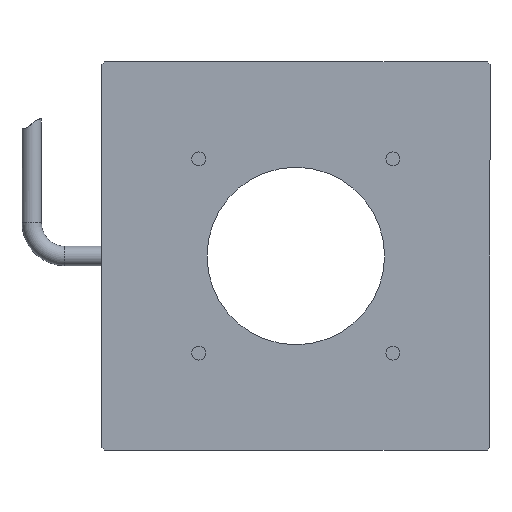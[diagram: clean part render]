
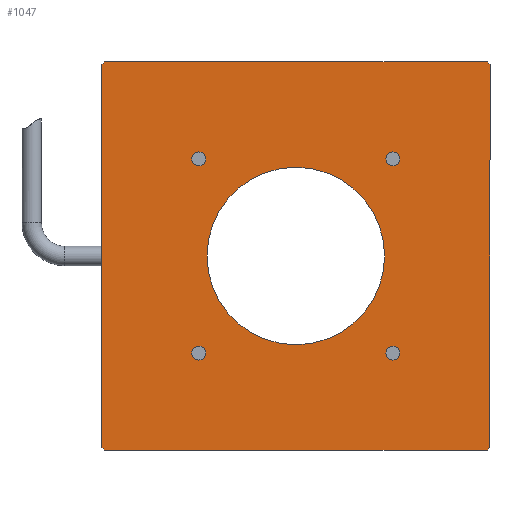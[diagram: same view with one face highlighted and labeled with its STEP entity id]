
A CAD part, front view. The second image highlights one B-rep face of the part: STEP entity #1047.
In plain terms, the highlighted planar face has unit normal (0, -1, 0).
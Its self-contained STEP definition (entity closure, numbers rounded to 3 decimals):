
#4 = VERTEX_POINT ( 'NONE', #88 ) ;
#12 = EDGE_LOOP ( 'NONE', ( #410 ) ) ;
#18 = EDGE_LOOP ( 'NONE', ( #363, #308, #317, #307, #311, #394, #350, #463 ) ) ;
#33 = VERTEX_POINT ( 'NONE', #675 ) ;
#56 = VERTEX_POINT ( 'NONE', #2367 ) ;
#62 = VERTEX_POINT ( 'NONE', #2562 ) ;
#67 = VERTEX_POINT ( 'NONE', #2539 ) ;
#70 = VERTEX_POINT ( 'NONE', #2550 ) ;
#88 = CARTESIAN_POINT ( 'NONE',  ( -35., 0., -34.5 ) ) ;
#119 = EDGE_LOOP ( 'NONE', ( #380 ) ) ;
#122 = VERTEX_POINT ( 'NONE', #2685 ) ;
#236 = EDGE_LOOP ( 'NONE', ( #381 ) ) ;
#238 = VERTEX_POINT ( 'NONE', #2878 ) ;
#307 = ORIENTED_EDGE ( 'NONE', *, *, #3464, .T. ) ;
#308 = ORIENTED_EDGE ( 'NONE', *, *, #3355, .T. ) ;
#311 = ORIENTED_EDGE ( 'NONE', *, *, #3413, .F. ) ;
#317 = ORIENTED_EDGE ( 'NONE', *, *, #3411, .F. ) ;
#350 = ORIENTED_EDGE ( 'NONE', *, *, #3421, .F. ) ;
#363 = ORIENTED_EDGE ( 'NONE', *, *, #3404, .F. ) ;
#380 = ORIENTED_EDGE ( 'NONE', *, *, #3323, .F. ) ;
#381 = ORIENTED_EDGE ( 'NONE', *, *, #3485, .F. ) ;
#394 = ORIENTED_EDGE ( 'NONE', *, *, #3374, .T. ) ;
#410 = ORIENTED_EDGE ( 'NONE', *, *, #971, .F. ) ;
#445 = ORIENTED_EDGE ( 'NONE', *, *, #3478, .F. ) ;
#463 = ORIENTED_EDGE ( 'NONE', *, *, #3310, .T. ) ;
#474 = DIRECTION ( 'NONE',  ( 0., 0., 1. ) ) ;
#492 = CIRCLE ( 'NONE', #606, 1.25 ) ;
#509 = AXIS2_PLACEMENT_3D ( 'NONE', #3533, #3517, #474 ) ;
#516 = VECTOR ( 'NONE', #2927, 1000. ) ;
#562 = VECTOR ( 'NONE', #3066, 1000. ) ;
#567 = VECTOR ( 'NONE', #2899, 1000. ) ;
#574 = AXIS2_PLACEMENT_3D ( 'NONE', #3107, #3108, #3109 ) ;
#584 = CIRCLE ( 'NONE', #509, 16. ) ;
#585 = VECTOR ( 'NONE', #2894, 1000. ) ;
#592 = VECTOR ( 'NONE', #1971, 1000. ) ;
#598 = CIRCLE ( 'NONE', #574, 1.25 ) ;
#606 = AXIS2_PLACEMENT_3D ( 'NONE', #3131, #3132, #3133 ) ;
#616 = VECTOR ( 'NONE', #1720, 1000. ) ;
#622 = VECTOR ( 'NONE', #1829, 1000. ) ;
#663 = EDGE_LOOP ( 'NONE', ( #445 ) ) ;
#675 = CARTESIAN_POINT ( 'NONE',  ( -34.5, 0., -35. ) ) ;
#717 = EDGE_LOOP ( 'NONE', ( #2228 ) ) ;
#971 = EDGE_CURVE ( 'NONE', #3157, #3157, #3583, .T. ) ;
#1047 = ADVANCED_FACE ( 'NONE', ( #1474, #1467, #1477, #1481, #1471, #1475 ), #1483, .F. ) ;
#1467 = FACE_BOUND ( 'NONE', #236, .T. ) ;
#1471 = FACE_BOUND ( 'NONE', #663, .T. ) ;
#1474 = FACE_BOUND ( 'NONE', #717, .T. ) ;
#1475 = FACE_OUTER_BOUND ( 'NONE', #18, .T. ) ;
#1477 = FACE_BOUND ( 'NONE', #12, .T. ) ;
#1478 = CARTESIAN_POINT ( 'NONE',  ( -35., 0., 35. ) ) ;
#1481 = FACE_BOUND ( 'NONE', #119, .T. ) ;
#1483 = PLANE ( 'NONE',  #3586 ) ;
#1484 = DIRECTION ( 'NONE',  ( 0., 1., 0. ) ) ;
#1485 = DIRECTION ( 'NONE',  ( 0., 0., 1. ) ) ;
#1720 = DIRECTION ( 'NONE',  ( 0.707, 0., 0.707 ) ) ;
#1727 = LINE ( 'NONE', #1777, #616 ) ;
#1777 = CARTESIAN_POINT ( 'NONE',  ( 34.5, 0., -35. ) ) ;
#1812 = CARTESIAN_POINT ( 'NONE',  ( -17.5, 0., 17.5 ) ) ;
#1829 = DIRECTION ( 'NONE',  ( -0.707, 0., -0.707 ) ) ;
#1838 = CARTESIAN_POINT ( 'NONE',  ( -35., 0., -35. ) ) ;
#1855 = LINE ( 'NONE', #1905, #622 ) ;
#1905 = CARTESIAN_POINT ( 'NONE',  ( -34.5, 0., 35. ) ) ;
#1971 = DIRECTION ( 'NONE',  ( -1., 0., 0. ) ) ;
#1972 = DIRECTION ( 'NONE',  ( 0., 0., -1. ) ) ;
#1976 = DIRECTION ( 'NONE',  ( 0.707, 0., -0.707 ) ) ;
#1979 = CARTESIAN_POINT ( 'NONE',  ( -35., 0., -34.5 ) ) ;
#2033 = LINE ( 'NONE', #1838, #592 ) ;
#2040 = LINE ( 'NONE', #1979, #3836 ) ;
#2109 = DIRECTION ( 'NONE',  ( 0., -1., 0. ) ) ;
#2228 = ORIENTED_EDGE ( 'NONE', *, *, #3407, .T. ) ;
#2367 = CARTESIAN_POINT ( 'NONE',  ( 35., 0., 34.5 ) ) ;
#2516 = DIRECTION ( 'NONE',  ( 0., -1., 0. ) ) ;
#2523 = CARTESIAN_POINT ( 'NONE',  ( 17.5, 0., 17.5 ) ) ;
#2539 = CARTESIAN_POINT ( 'NONE',  ( -35., 0., 34.5 ) ) ;
#2550 = CARTESIAN_POINT ( 'NONE',  ( -34.5, 0., 35. ) ) ;
#2562 = CARTESIAN_POINT ( 'NONE',  ( 35., 0., -34.5 ) ) ;
#2685 = CARTESIAN_POINT ( 'NONE',  ( 34.5, 0., -35. ) ) ;
#2741 = DIRECTION ( 'NONE',  ( 0., 0., -1. ) ) ;
#2878 = CARTESIAN_POINT ( 'NONE',  ( 34.5, 0., 35. ) ) ;
#2888 = LINE ( 'NONE', #2893, #585 ) ;
#2889 = LINE ( 'NONE', #2898, #567 ) ;
#2893 = CARTESIAN_POINT ( 'NONE',  ( 35., 0., -35. ) ) ;
#2894 = DIRECTION ( 'NONE',  ( 0., 0., -1. ) ) ;
#2898 = CARTESIAN_POINT ( 'NONE',  ( -35., 0., 35. ) ) ;
#2899 = DIRECTION ( 'NONE',  ( 1., 0., 0. ) ) ;
#2918 = LINE ( 'NONE', #2926, #516 ) ;
#2926 = CARTESIAN_POINT ( 'NONE',  ( -35., 0., -35. ) ) ;
#2927 = DIRECTION ( 'NONE',  ( 0., 0., 1. ) ) ;
#3064 = LINE ( 'NONE', #3065, #562 ) ;
#3065 = CARTESIAN_POINT ( 'NONE',  ( 35., 0., 34.5 ) ) ;
#3066 = DIRECTION ( 'NONE',  ( -0.707, 0., 0.707 ) ) ;
#3107 = CARTESIAN_POINT ( 'NONE',  ( -17.5, 0., -17.5 ) ) ;
#3108 = DIRECTION ( 'NONE',  ( 0., -1., 0. ) ) ;
#3109 = DIRECTION ( 'NONE',  ( 0., 0., -1. ) ) ;
#3131 = CARTESIAN_POINT ( 'NONE',  ( 17.5, 0., -17.5 ) ) ;
#3132 = DIRECTION ( 'NONE',  ( 0., -1., 0. ) ) ;
#3133 = DIRECTION ( 'NONE',  ( 0., 0., -1. ) ) ;
#3157 = VERTEX_POINT ( 'NONE', #3160 ) ;
#3160 = CARTESIAN_POINT ( 'NONE',  ( 17.5, 0., 16.25 ) ) ;
#3193 = VERTEX_POINT ( 'NONE', #3196 ) ;
#3196 = CARTESIAN_POINT ( 'NONE',  ( -17.5, 0., 16.25 ) ) ;
#3221 = VERTEX_POINT ( 'NONE', #3224 ) ;
#3224 = CARTESIAN_POINT ( 'NONE',  ( 0., 0., 16. ) ) ;
#3243 = VERTEX_POINT ( 'NONE', #3246 ) ;
#3246 = CARTESIAN_POINT ( 'NONE',  ( -17.5, 0., -18.75 ) ) ;
#3253 = VERTEX_POINT ( 'NONE', #3255 ) ;
#3255 = CARTESIAN_POINT ( 'NONE',  ( 17.5, 0., -18.75 ) ) ;
#3310 = EDGE_CURVE ( 'NONE', #4, #33, #2040, .T. ) ;
#3323 = EDGE_CURVE ( 'NONE', #3193, #3193, #3792, .T. ) ;
#3355 = EDGE_CURVE ( 'NONE', #122, #62, #1727, .T. ) ;
#3374 = EDGE_CURVE ( 'NONE', #70, #67, #1855, .T. ) ;
#3404 = EDGE_CURVE ( 'NONE', #122, #33, #2033, .T. ) ;
#3407 = EDGE_CURVE ( 'NONE', #3221, #3221, #584, .T. ) ;
#3411 = EDGE_CURVE ( 'NONE', #56, #62, #2888, .T. ) ;
#3413 = EDGE_CURVE ( 'NONE', #70, #238, #2889, .T. ) ;
#3421 = EDGE_CURVE ( 'NONE', #4, #67, #2918, .T. ) ;
#3464 = EDGE_CURVE ( 'NONE', #56, #238, #3064, .T. ) ;
#3478 = EDGE_CURVE ( 'NONE', #3243, #3243, #598, .T. ) ;
#3485 = EDGE_CURVE ( 'NONE', #3253, #3253, #492, .T. ) ;
#3517 = DIRECTION ( 'NONE',  ( 0., 1., 0. ) ) ;
#3533 = CARTESIAN_POINT ( 'NONE',  ( 0., 0., 0. ) ) ;
#3570 = AXIS2_PLACEMENT_3D ( 'NONE', #2523, #2516, #2741 ) ;
#3583 = CIRCLE ( 'NONE', #3570, 1.25 ) ;
#3586 = AXIS2_PLACEMENT_3D ( 'NONE', #1478, #1484, #1485 ) ;
#3590 = AXIS2_PLACEMENT_3D ( 'NONE', #1812, #2109, #1972 ) ;
#3792 = CIRCLE ( 'NONE', #3590, 1.25 ) ;
#3836 = VECTOR ( 'NONE', #1976, 1000. ) ;
